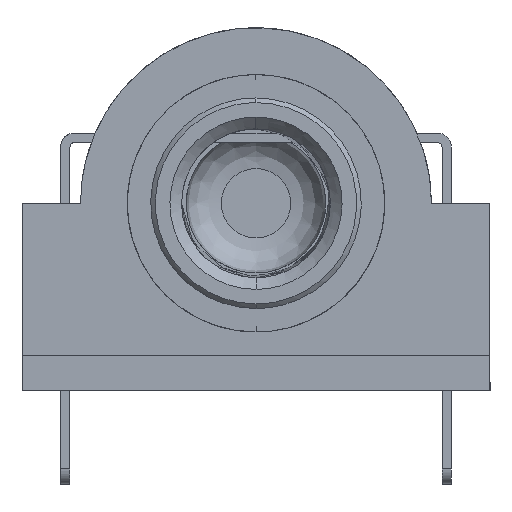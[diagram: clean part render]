
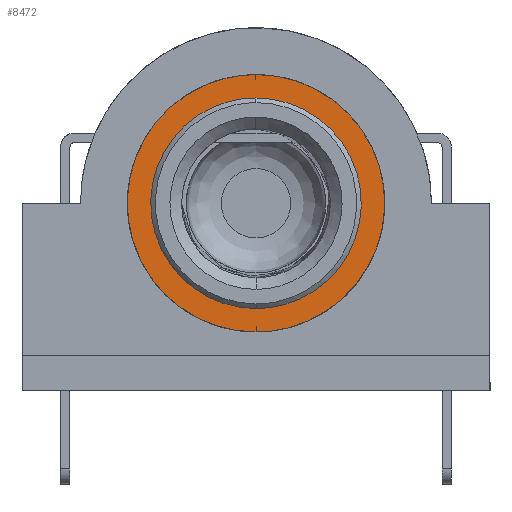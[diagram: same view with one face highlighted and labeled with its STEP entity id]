
A CAD part, left-side view. The second image highlights one B-rep face of the part: STEP entity #8472.
In plain terms, the highlighted planar face has unit normal (-1, 0, 0).
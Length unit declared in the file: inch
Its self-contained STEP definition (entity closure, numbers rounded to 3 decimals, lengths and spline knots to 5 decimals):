
#289=PLANE('',#8868);
#460=FACE_BOUND('',#3491,.T.);
#530=B_SPLINE_CURVE_WITH_KNOTS('',3,(#14611,#14612,#14613,#14614,#14615,
#14616,#14617,#14618,#14619,#14620,#14621,#14622,#14623,#14624,#14625,#14626,
#14627,#14628,#14629,#14630),.UNSPECIFIED.,.F.,.F.,(4,1,1,1,1,1,1,1,1,1,
1,1,1,1,1,1,1,4),(0.,0.00058,0.00145,
0.00232,0.00319,0.00406,0.00493,
0.0058,0.00667,0.00754,0.00841,
0.00927,0.01014,0.01101,0.01188,
0.01275,0.01362,0.0142),.UNSPECIFIED.);
#531=B_SPLINE_CURVE_WITH_KNOTS('',3,(#14672,#14673,#14674,#14675,#14676,
#14677,#14678,#14679,#14680,#14681,#14682,#14683,#14684,#14685,#14686,#14687,
#14688,#14689,#14690,#14691),.UNSPECIFIED.,.F.,.F.,(4,1,1,1,1,1,1,1,1,1,
1,1,1,1,1,1,1,4),(0.,0.00058,0.00145,
0.00232,0.00319,0.00406,0.00493,
0.0058,0.00667,0.00754,0.00841,
0.00927,0.01014,0.01101,0.01188,
0.01275,0.01362,0.0142),.UNSPECIFIED.);
#581=B_SPLINE_CURVE_WITH_KNOTS('',3,(#16573,#16574,#16575,#16576,#16577,
#16578,#16579,#16580,#16581,#16582,#16583,#16584,#16585,#16586,#16587,#16588,
#16589,#16590,#16591,#16592),.UNSPECIFIED.,.F.,.F.,(4,1,1,1,1,1,1,1,1,1,
1,1,1,1,1,1,1,4),(0.,0.00071,0.00176,
0.00282,0.00387,0.00492,0.00597,
0.00703,0.00808,0.00913,0.01019,
0.01124,0.01229,0.01335,0.0144,
0.01545,0.01651,0.01722),.UNSPECIFIED.);
#582=B_SPLINE_CURVE_WITH_KNOTS('',3,(#16593,#16594,#16595,#16596,#16597,
#16598,#16599,#16600,#16601,#16602,#16603,#16604,#16605,#16606,#16607,#16608,
#16609,#16610,#16611,#16612),.UNSPECIFIED.,.F.,.F.,(4,1,1,1,1,1,1,1,1,1,
1,1,1,1,1,1,1,4),(0.,0.00071,0.00176,
0.00282,0.00387,0.00492,0.00597,
0.00703,0.00808,0.00913,0.01019,
0.01124,0.01229,0.01335,0.0144,
0.01545,0.01651,0.01722),.UNSPECIFIED.);
#3060=FACE_OUTER_BOUND('',#3490,.T.);
#3490=EDGE_LOOP('',(#7024,#7025));
#3491=EDGE_LOOP('',(#7026,#7027));
#4116=VERTEX_POINT('',#14608);
#4117=VERTEX_POINT('',#14610);
#4282=VERTEX_POINT('',#16571);
#4283=VERTEX_POINT('',#16572);
#5030=EDGE_CURVE('',#4117,#4116,#530,.T.);
#5032=EDGE_CURVE('',#4116,#4117,#531,.T.);
#5302=EDGE_CURVE('',#4282,#4283,#581,.T.);
#5303=EDGE_CURVE('',#4283,#4282,#582,.T.);
#7024=ORIENTED_EDGE('',*,*,#5302,.F.);
#7025=ORIENTED_EDGE('',*,*,#5303,.F.);
#7026=ORIENTED_EDGE('',*,*,#5030,.T.);
#7027=ORIENTED_EDGE('',*,*,#5032,.T.);
#8472=ADVANCED_FACE('',(#3060,#460),#289,.T.);
#8868=AXIS2_PLACEMENT_3D('',#16570,#9994,#9995);
#9994=DIRECTION('center_axis',(-1.,0.,0.));
#9995=DIRECTION('ref_axis',(0.,0.,
1.));
#14608=CARTESIAN_POINT('',(-0.47749,-0.00006,0.16147));
#14610=CARTESIAN_POINT('',(-0.47749,-0.00006,0.5158));
#14611=CARTESIAN_POINT('Ctrl Pts',(-0.47749,-0.00006,
0.5158));
#14612=CARTESIAN_POINT('Ctrl Pts',(-0.47749,-0.0077,
0.5158));
#14613=CARTESIAN_POINT('Ctrl Pts',(-0.47749,-0.02669,
0.51457));
#14614=CARTESIAN_POINT('Ctrl Pts',(-0.47749,-0.05639,
0.50776));
#14615=CARTESIAN_POINT('Ctrl Pts',(-0.47749,-0.08766,
0.49388));
#14616=CARTESIAN_POINT('Ctrl Pts',(-0.47749,-0.1157,
0.47429));
#14617=CARTESIAN_POINT('Ctrl Pts',(-0.47749,-0.13948,
0.44971));
#14618=CARTESIAN_POINT('Ctrl Pts',(-0.47749,-0.15813,
0.42103));
#14619=CARTESIAN_POINT('Ctrl Pts',(-0.47749,-0.17096,
0.38932));
#14620=CARTESIAN_POINT('Ctrl Pts',(-0.47749,-0.17749,
0.35574));
#14621=CARTESIAN_POINT('Ctrl Pts',(-0.47749,-0.17749,
0.32153));
#14622=CARTESIAN_POINT('Ctrl Pts',(-0.47749,-0.17096,
0.28796));
#14623=CARTESIAN_POINT('Ctrl Pts',(-0.47749,-0.15813,
0.25624));
#14624=CARTESIAN_POINT('Ctrl Pts',(-0.47749,-0.13948,
0.22757));
#14625=CARTESIAN_POINT('Ctrl Pts',(-0.47749,-0.1157,
0.20298));
#14626=CARTESIAN_POINT('Ctrl Pts',(-0.47749,-0.08766,
0.18339));
#14627=CARTESIAN_POINT('Ctrl Pts',(-0.47749,-0.05639,
0.16951));
#14628=CARTESIAN_POINT('Ctrl Pts',(-0.47749,-0.02669,
0.1627));
#14629=CARTESIAN_POINT('Ctrl Pts',(-0.47749,-0.0077,
0.16147));
#14630=CARTESIAN_POINT('Ctrl Pts',(-0.47749,-0.00006,
0.16147));
#14672=CARTESIAN_POINT('Ctrl Pts',(-0.47749,-0.00006,
0.16147));
#14673=CARTESIAN_POINT('Ctrl Pts',(-0.47749,0.00758,
0.16147));
#14674=CARTESIAN_POINT('Ctrl Pts',(-0.47749,0.02657,
0.1627));
#14675=CARTESIAN_POINT('Ctrl Pts',(-0.47749,0.05628,
0.16951));
#14676=CARTESIAN_POINT('Ctrl Pts',(-0.47749,0.08755,
0.18339));
#14677=CARTESIAN_POINT('Ctrl Pts',(-0.47749,0.11559,
0.20298));
#14678=CARTESIAN_POINT('Ctrl Pts',(-0.47749,0.13937,
0.22757));
#14679=CARTESIAN_POINT('Ctrl Pts',(-0.47749,0.15802,
0.25624));
#14680=CARTESIAN_POINT('Ctrl Pts',(-0.47749,0.17085,
0.28796));
#14681=CARTESIAN_POINT('Ctrl Pts',(-0.47749,0.17738,
0.32153));
#14682=CARTESIAN_POINT('Ctrl Pts',(-0.47749,0.17738,
0.35574));
#14683=CARTESIAN_POINT('Ctrl Pts',(-0.47749,0.17085,
0.38932));
#14684=CARTESIAN_POINT('Ctrl Pts',(-0.47749,0.15802,
0.42103));
#14685=CARTESIAN_POINT('Ctrl Pts',(-0.47749,0.13937,
0.44971));
#14686=CARTESIAN_POINT('Ctrl Pts',(-0.47749,0.11559,
0.47429));
#14687=CARTESIAN_POINT('Ctrl Pts',(-0.47749,0.08755,
0.49388));
#14688=CARTESIAN_POINT('Ctrl Pts',(-0.47749,0.05628,
0.50776));
#14689=CARTESIAN_POINT('Ctrl Pts',(-0.47749,0.02657,
0.51457));
#14690=CARTESIAN_POINT('Ctrl Pts',(-0.47749,0.00758,
0.5158));
#14691=CARTESIAN_POINT('Ctrl Pts',(-0.47749,-0.00006,
0.5158));
#16570=CARTESIAN_POINT('Origin',(-0.47749,-0.22525,0.11344));
#16571=CARTESIAN_POINT('',(-0.47749,-0.00006,0.1221));
#16572=CARTESIAN_POINT('',(-0.47749,-0.00006,0.55517));
#16573=CARTESIAN_POINT('Ctrl Pts',(-0.47749,-0.00006,
0.1221));
#16574=CARTESIAN_POINT('Ctrl Pts',(-0.47749,0.00928,
0.1221));
#16575=CARTESIAN_POINT('Ctrl Pts',(-0.47749,0.03249,
0.1236));
#16576=CARTESIAN_POINT('Ctrl Pts',(-0.47749,0.0688,
0.13193));
#16577=CARTESIAN_POINT('Ctrl Pts',(-0.47749,0.10701,
0.14889));
#16578=CARTESIAN_POINT('Ctrl Pts',(-0.47749,0.14129,
0.17283));
#16579=CARTESIAN_POINT('Ctrl Pts',(-0.47749,0.17035,
0.20289));
#16580=CARTESIAN_POINT('Ctrl Pts',(-0.47749,0.19315,
0.23793));
#16581=CARTESIAN_POINT('Ctrl Pts',(-0.47749,0.20882,
0.27669));
#16582=CARTESIAN_POINT('Ctrl Pts',(-0.47749,0.21681,
0.31773));
#16583=CARTESIAN_POINT('Ctrl Pts',(-0.47749,0.21681,
0.35954));
#16584=CARTESIAN_POINT('Ctrl Pts',(-0.47749,0.20882,
0.40058));
#16585=CARTESIAN_POINT('Ctrl Pts',(-0.47749,0.19315,
0.43934));
#16586=CARTESIAN_POINT('Ctrl Pts',(-0.47749,0.17035,
0.47439));
#16587=CARTESIAN_POINT('Ctrl Pts',(-0.47749,0.14129,
0.50444));
#16588=CARTESIAN_POINT('Ctrl Pts',(-0.47749,0.10701,
0.52838));
#16589=CARTESIAN_POINT('Ctrl Pts',(-0.47749,0.0688,
0.54534));
#16590=CARTESIAN_POINT('Ctrl Pts',(-0.47749,0.03249,
0.55367));
#16591=CARTESIAN_POINT('Ctrl Pts',(-0.47749,0.00928,
0.55517));
#16592=CARTESIAN_POINT('Ctrl Pts',(-0.47749,-0.00006,
0.55517));
#16593=CARTESIAN_POINT('Ctrl Pts',(-0.47749,-0.00006,
0.55517));
#16594=CARTESIAN_POINT('Ctrl Pts',(-0.47749,-0.00939,
0.55517));
#16595=CARTESIAN_POINT('Ctrl Pts',(-0.47749,-0.0326,
0.55367));
#16596=CARTESIAN_POINT('Ctrl Pts',(-0.47749,-0.06891,
0.54534));
#16597=CARTESIAN_POINT('Ctrl Pts',(-0.47749,-0.10713,
0.52838));
#16598=CARTESIAN_POINT('Ctrl Pts',(-0.47749,-0.1414,
0.50444));
#16599=CARTESIAN_POINT('Ctrl Pts',(-0.47749,-0.17047,
0.47439));
#16600=CARTESIAN_POINT('Ctrl Pts',(-0.47749,-0.19326,
0.43934));
#16601=CARTESIAN_POINT('Ctrl Pts',(-0.47749,-0.20894,
0.40058));
#16602=CARTESIAN_POINT('Ctrl Pts',(-0.47749,-0.21692,
0.35954));
#16603=CARTESIAN_POINT('Ctrl Pts',(-0.47749,-0.21692,
0.31773));
#16604=CARTESIAN_POINT('Ctrl Pts',(-0.47749,-0.20894,
0.27669));
#16605=CARTESIAN_POINT('Ctrl Pts',(-0.47749,-0.19326,
0.23793));
#16606=CARTESIAN_POINT('Ctrl Pts',(-0.47749,-0.17047,
0.20289));
#16607=CARTESIAN_POINT('Ctrl Pts',(-0.47749,-0.1414,
0.17283));
#16608=CARTESIAN_POINT('Ctrl Pts',(-0.47749,-0.10713,
0.14889));
#16609=CARTESIAN_POINT('Ctrl Pts',(-0.47749,-0.06891,
0.13193));
#16610=CARTESIAN_POINT('Ctrl Pts',(-0.47749,-0.0326,
0.1236));
#16611=CARTESIAN_POINT('Ctrl Pts',(-0.47749,-0.00939,
0.1221));
#16612=CARTESIAN_POINT('Ctrl Pts',(-0.47749,-0.00006,
0.1221));
